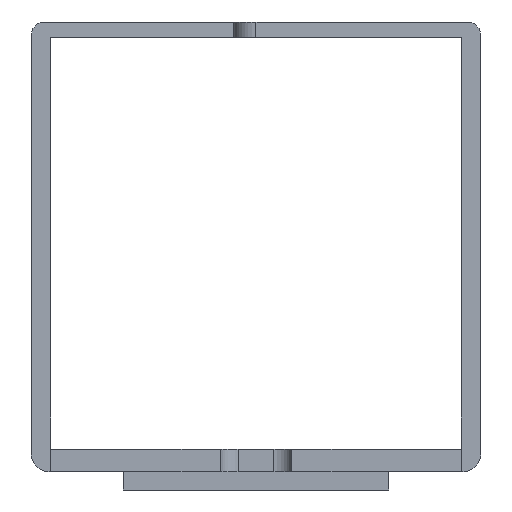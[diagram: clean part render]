
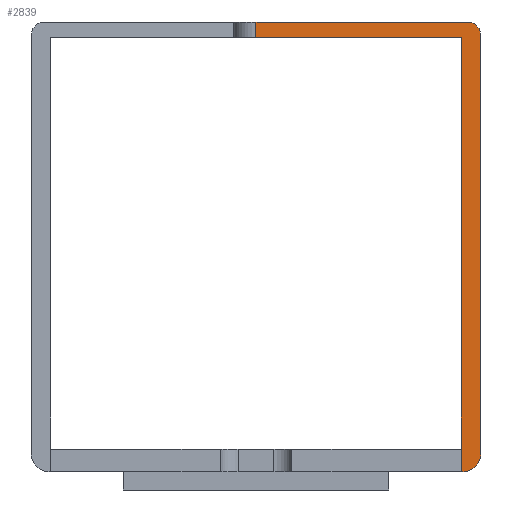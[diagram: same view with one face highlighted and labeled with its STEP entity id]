
A CAD part, left-side view. The second image highlights one B-rep face of the part: STEP entity #2839.
In plain terms, the highlighted planar face has unit normal (-1, 0, 0).
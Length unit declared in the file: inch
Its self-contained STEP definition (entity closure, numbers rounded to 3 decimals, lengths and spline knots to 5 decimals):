
#827=FACE_OUTER_BOUND('',#6389,.T.);
#2839=ADVANCED_FACE('',(#827),#4851,.T.);
#4851=PLANE('',#38292);
#6389=EDGE_LOOP('',(#18384,#18385,#18386,#18387,#18388,#18389,#18390,#18391,
#18392));
#8805=LINE('',#53131,#13005);
#9626=LINE('',#55030,#13826);
#9634=LINE('',#55044,#13834);
#9635=LINE('',#55046,#13835);
#9636=LINE('',#55049,#13836);
#9637=LINE('',#55051,#13837);
#9638=LINE('',#55054,#13838);
#13005=VECTOR('',#41838,1.);
#13826=VECTOR('',#43159,1.);
#13834=VECTOR('',#43175,1.);
#13835=VECTOR('',#43178,1.);
#13836=VECTOR('',#43179,1.);
#13837=VECTOR('',#43180,1.);
#13838=VECTOR('',#43183,1.);
#18384=ORIENTED_EDGE('',*,*,#32745,.F.);
#18385=ORIENTED_EDGE('',*,*,#32746,.T.);
#18386=ORIENTED_EDGE('',*,*,#32747,.F.);
#18387=ORIENTED_EDGE('',*,*,#32744,.F.);
#18388=ORIENTED_EDGE('',*,*,#32736,.F.);
#18389=ORIENTED_EDGE('',*,*,#31747,.T.);
#18390=ORIENTED_EDGE('',*,*,#32748,.T.);
#18391=ORIENTED_EDGE('',*,*,#32749,.T.);
#18392=ORIENTED_EDGE('',*,*,#32750,.T.);
#28195=VERTEX_POINT('',#53130);
#28196=VERTEX_POINT('',#53132);
#28462=VERTEX_POINT('',#53665);
#29024=VERTEX_POINT('',#55041);
#29026=VERTEX_POINT('',#55047);
#29027=VERTEX_POINT('',#55048);
#29028=VERTEX_POINT('',#55050);
#29029=VERTEX_POINT('',#55053);
#29030=VERTEX_POINT('',#55055);
#31747=EDGE_CURVE('',#28196,#28195,#8805,.T.);
#32736=EDGE_CURVE('',#28196,#28462,#9626,.T.);
#32744=EDGE_CURVE('',#28462,#29024,#9634,.T.);
#32745=EDGE_CURVE('',#29026,#29027,#9635,.T.);
#32746=EDGE_CURVE('',#29026,#29028,#9636,.T.);
#32747=EDGE_CURVE('',#29024,#29028,#9637,.T.);
#32748=EDGE_CURVE('',#28195,#29029,#36914,.T.);
#32749=EDGE_CURVE('',#29029,#29030,#9638,.T.);
#32750=EDGE_CURVE('',#29030,#29027,#36915,.T.);
#36914=CIRCLE('',#38290,0.03937);
#36915=CIRCLE('',#38291,0.02953);
#38290=AXIS2_PLACEMENT_3D('',#55052,#43181,#43182);
#38291=AXIS2_PLACEMENT_3D('',#55056,#43184,#43185);
#38292=AXIS2_PLACEMENT_3D('',#55057,#43186,#43187);
#41838=DIRECTION('',(0.,-1.,0.));
#43159=DIRECTION('',(0.,0.,1.));
#43175=DIRECTION('',(0.,0.,1.));
#43178=DIRECTION('',(0.,-1.,0.));
#43179=DIRECTION('',(0.,0.,-1.));
#43180=DIRECTION('',(0.,1.,0.));
#43181=DIRECTION('',(-1.,0.,0.));
#43182=DIRECTION('',(0.,0.,1.));
#43183=DIRECTION('',(0.,0.,1.));
#43184=DIRECTION('',(-1.,0.,0.));
#43185=DIRECTION('',(0.,0.,1.));
#43186=DIRECTION('',(-1.,0.,0.));
#43187=DIRECTION('',(0.,0.,1.));
#53130=CARTESIAN_POINT('',(0.5438,0.44488,0.));
#53131=CARTESIAN_POINT('',(0.5438,0.40551,0.));
#53132=CARTESIAN_POINT('',(0.5438,0.44882,0.));
#53665=CARTESIAN_POINT('',(0.5438,0.44882,0.0496));
#55030=CARTESIAN_POINT('',(0.5438,0.44882,0.));
#55041=CARTESIAN_POINT('',(0.5438,0.44882,0.95079));
#55044=CARTESIAN_POINT('',(0.5438,0.44882,0.));
#55046=CARTESIAN_POINT('',(0.5438,0.40551,0.98425));
#55047=CARTESIAN_POINT('',(0.5438,0.89764,0.98425));
#55048=CARTESIAN_POINT('',(0.5438,0.43504,0.98425));
#55049=CARTESIAN_POINT('',(0.5438,0.89764,0.));
#55050=CARTESIAN_POINT('',(0.5438,0.89764,0.95079));
#55051=CARTESIAN_POINT('',(0.5438,0.94685,0.95079));
#55052=CARTESIAN_POINT('',(0.5438,0.44488,0.03937));
#55053=CARTESIAN_POINT('',(0.5438,0.40551,0.03937));
#55054=CARTESIAN_POINT('',(0.5438,0.40551,0.));
#55055=CARTESIAN_POINT('',(0.5438,0.40551,0.95472));
#55056=CARTESIAN_POINT('',(0.5438,0.43504,0.95472));
#55057=CARTESIAN_POINT('',(0.5438,0.44882,0.));
